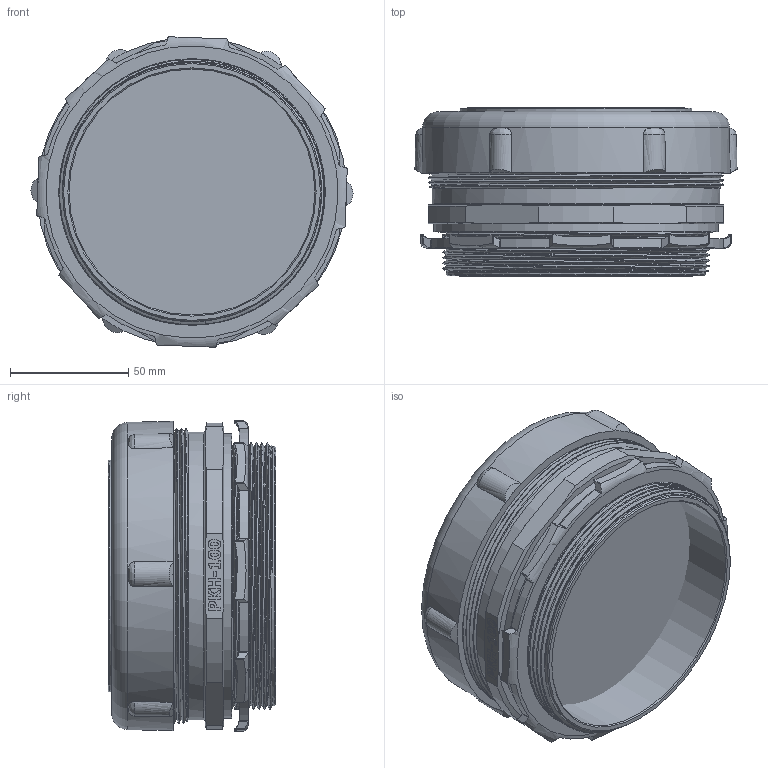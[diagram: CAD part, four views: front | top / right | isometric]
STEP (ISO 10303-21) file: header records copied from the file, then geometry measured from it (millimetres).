
FILE_DESCRIPTION(/* description */ (''),/* implementation_level */ '2;1');
FILE_NAME(/* name */ '',/* time_stamp */ '2025-06-23T13:35:09+07:00',/* author */ ('zeta-82'),/* organization */ (''),/* preprocessor_version */ 'ST-DEVELOPER v19.2',/* originating_system */ 'Autodesk Inventor 2024',/* authorisation */ '');
FILE_SCHEMA (('AUTOMOTIVE_DESIGN { 1 0 10303 214 3 1 1 }'));
Length unit declared in the file: millimetre
Products named in the file (1): ЗЭТА.105.311.000-14 РКн-
100
Bounding box: 136.26 x 71 x 131.33 mm (x, y, z)
Volume: 229439.7 mm3; surface area: 106166.5 mm2
Topology: 7 solids, 7 shells, 292 faces, 777 edges, 516 vertices
Faces by surface type: plane 104, bspline 78, cylinder 70, cone 26, torus 14
Full cylindrical faces by diameter (mm): 95 x1, 98 x1, 104.038 x1, 109.638 x8, 110.7 x1, 111 x3, 113 x1, 120.2 x1, 121.689 x1, 124.72 x1
Entity records: 15512 total; most frequent: CARTESIAN_POINT 8590, ORIENTED_EDGE 1564, DIRECTION 1035, EDGE_CURVE 782, VERTEX_POINT 521, AXIS2_PLACEMENT_3D 359, LINE 317, VECTOR 317
